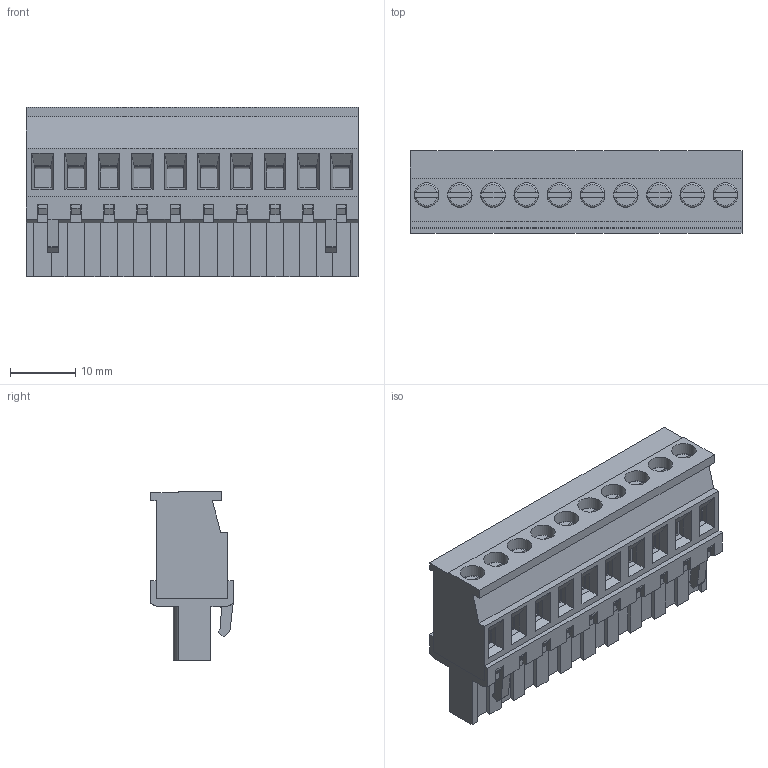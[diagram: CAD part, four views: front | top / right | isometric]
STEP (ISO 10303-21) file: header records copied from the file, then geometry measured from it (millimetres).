
FILE_DESCRIPTION( ( 'Unknown' ), '1' );
FILE_NAME( '691352510010.stp', 'Unknown', ( 'Unknown' ), ( 'Unknown' ), 'PSStep 14.0', 'Unknown', ' ' );
FILE_SCHEMA( ( 'AUTOMOTIVE_DESIGN { 1 0 10303 214 1 1 1 1 }' ) );
Length unit declared in the file: millimetre
Products named in the file (6): Assem1; 6913525100xx_CAGE; 6913525100xx; 6913525100xx_VIS; 691343510010; 691343510010_BAS
Assembly tree (32 placements, depth 2):
  Assem1
    6913525100xx_CAGE  x10
    6913525100xx  x10
    6913525100xx_VIS  x10
    691343510010
    691343510010_BAS
Bounding box: 50.8 x 12.6 x 26 mm (x, y, z)
Volume: 7834.5 mm3; surface area: 17965.9 mm2
Topology: 32 solids, 32 shells, 2066 faces, 5730 edges, 3726 vertices
Faces by surface type: plane 1596, cylinder 410, cone 30, torus 30
Full cylindrical faces by diameter (mm): 1.5 x10, 2.2 x10, 2.7 x10, 2.9 x10, 3 x10, 3.7 x10, 3.75 x10
Entity records: 45990 total; most frequent: CARTESIAN_POINT 6514, ORIENTED_EDGE 6388, DIRECTION 5782, EDGE_CURVE 3194, LINE 2978, VECTOR 2978, VERTEX_POINT 2110, AXIS2_PLACEMENT_3D 1402
